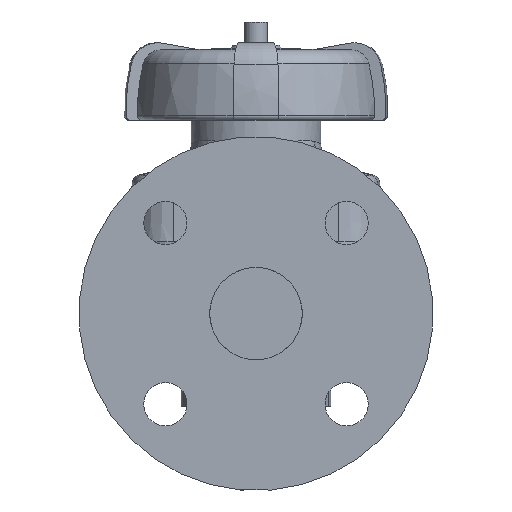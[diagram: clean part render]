
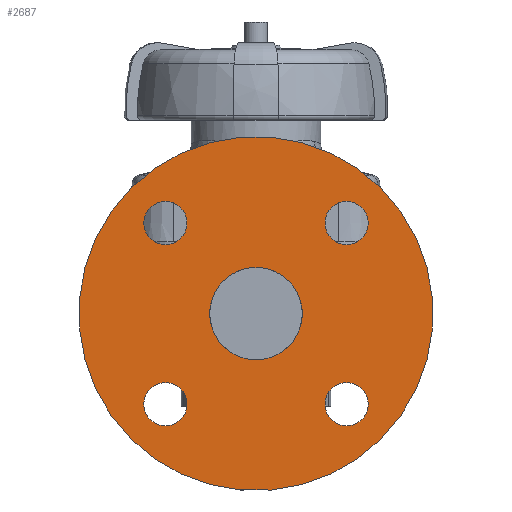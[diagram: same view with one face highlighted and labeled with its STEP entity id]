
A CAD part, left-side view. The second image highlights one B-rep face of the part: STEP entity #2687.
In plain terms, the highlighted face is planar.
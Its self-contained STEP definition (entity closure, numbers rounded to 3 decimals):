
#168=PLANE($,#3044);
#208=FACE_BOUND($,#568,.T.);
#209=FACE_BOUND($,#569,.T.);
#210=FACE_BOUND($,#570,.T.);
#211=FACE_BOUND($,#571,.T.);
#212=FACE_BOUND($,#572,.T.);
#213=FACE_BOUND($,#573,.T.);
#568=EDGE_LOOP($,(#2477));
#569=EDGE_LOOP($,(#2478));
#570=EDGE_LOOP($,(#2479));
#571=EDGE_LOOP($,(#2480));
#572=EDGE_LOOP($,(#2481));
#573=EDGE_LOOP($,(#2482));
#1091=CIRCLE($,#3027,9.35);
#1093=CIRCLE($,#3030,9.35);
#1095=CIRCLE($,#3033,9.35);
#1097=CIRCLE($,#3036,9.35);
#1101=CIRCLE($,#3043,76.5);
#1102=CIRCLE($,#3045,20.);
#1344=VERTEX_POINT($,#5855);
#1346=VERTEX_POINT($,#5860);
#1348=VERTEX_POINT($,#5865);
#1350=VERTEX_POINT($,#5870);
#1354=VERTEX_POINT($,#5881);
#1355=VERTEX_POINT($,#5884);
#1721=EDGE_CURVE($,#1344,#1344,#1091,.T.);
#1723=EDGE_CURVE($,#1346,#1346,#1093,.T.);
#1725=EDGE_CURVE($,#1348,#1348,#1095,.T.);
#1727=EDGE_CURVE($,#1350,#1350,#1097,.T.);
#1731=EDGE_CURVE($,#1354,#1354,#1101,.T.);
#1732=EDGE_CURVE($,#1355,#1355,#1102,.T.);
#2477=ORIENTED_EDGE($,*,*,#1721,.T.);
#2478=ORIENTED_EDGE($,*,*,#1723,.T.);
#2479=ORIENTED_EDGE($,*,*,#1725,.T.);
#2480=ORIENTED_EDGE($,*,*,#1727,.T.);
#2481=ORIENTED_EDGE($,*,*,#1731,.T.);
#2482=ORIENTED_EDGE($,*,*,#1732,.F.);
#2687=ADVANCED_FACE($,(#208,#209,#210,#211,#212,#213),#168,.T.);
#3027=AXIS2_PLACEMENT_3D($,#5856,#3875,#3876);
#3030=AXIS2_PLACEMENT_3D($,#5861,#3881,#3882);
#3033=AXIS2_PLACEMENT_3D($,#5866,#3887,#3888);
#3036=AXIS2_PLACEMENT_3D($,#5871,#3893,#3894);
#3043=AXIS2_PLACEMENT_3D($,#5882,#3907,#3908);
#3044=AXIS2_PLACEMENT_3D($,#5883,#3909,#3910);
#3045=AXIS2_PLACEMENT_3D($,#5885,#3911,#3912);
#3875=DIRECTION('center_axis',(0.,0.,-1.));
#3876=DIRECTION('ref_axis',(0.,1.,0.));
#3881=DIRECTION('center_axis',(0.,0.,-1.));
#3882=DIRECTION('ref_axis',(1.,0.,0.));
#3887=DIRECTION('center_axis',(0.,0.,-1.));
#3888=DIRECTION('ref_axis',(0.,-1.,0.));
#3893=DIRECTION('center_axis',(0.,0.,-1.));
#3894=DIRECTION('ref_axis',(-1.,0.,0.));
#3907=DIRECTION('center_axis',(0.,0.,1.));
#3908=DIRECTION('ref_axis',(1.,0.,0.));
#3909=DIRECTION('center_axis',(0.,0.,1.));
#3910=DIRECTION('ref_axis',(1.,0.,0.));
#3911=DIRECTION('center_axis',(0.,0.,1.));
#3912=DIRECTION('ref_axis',(1.,0.,0.));
#5855=CARTESIAN_POINT('',(0.,46.,34.2));
#5856=CARTESIAN_POINT('Origin',(0.,55.35,34.2));
#5860=CARTESIAN_POINT('',(46.,0.,34.2));
#5861=CARTESIAN_POINT('Origin',(55.35,0.,34.2));
#5865=CARTESIAN_POINT('',(0.,-46.,34.2));
#5866=CARTESIAN_POINT('Origin',(0.,-55.35,34.2));
#5870=CARTESIAN_POINT('',(-46.,0.,34.2));
#5871=CARTESIAN_POINT('Origin',(-55.35,0.,34.2));
#5881=CARTESIAN_POINT('',(0.,-76.5,34.2));
#5882=CARTESIAN_POINT('Origin',(0.,0.,34.2));
#5883=CARTESIAN_POINT('Origin',(0.,-20.,34.2));
#5884=CARTESIAN_POINT('',(0.,-20.,34.2));
#5885=CARTESIAN_POINT('Origin',(0.,0.,34.2));
